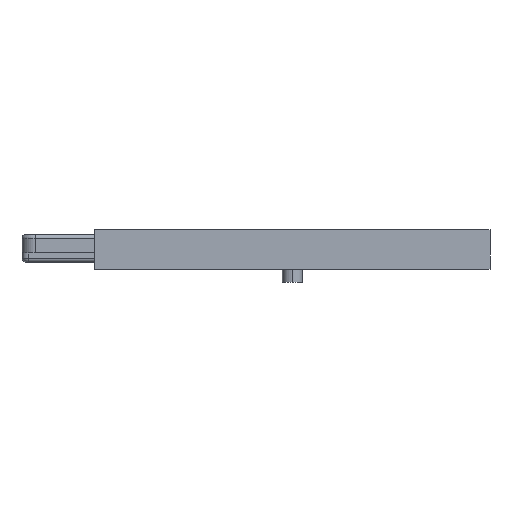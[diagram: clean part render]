
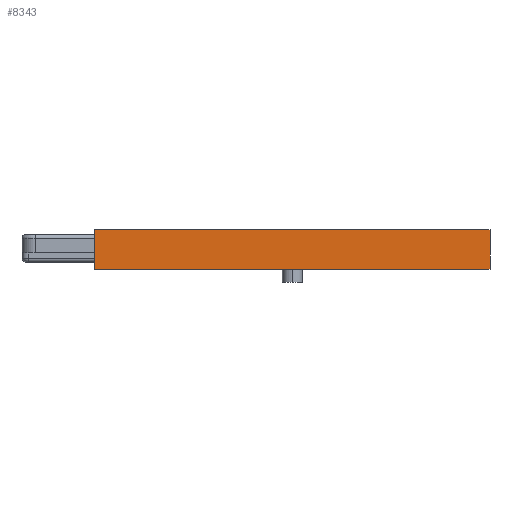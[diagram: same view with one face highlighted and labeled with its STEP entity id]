
A CAD part, left-side view. The second image highlights one B-rep face of the part: STEP entity #8343.
In plain terms, the highlighted planar face has unit normal (-1, 0, 0).
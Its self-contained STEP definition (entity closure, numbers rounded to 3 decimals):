
#943 = DIRECTION ( 'NONE',  ( 0., 0., -1. ) ) ;
#944 = VECTOR ( 'NONE', #943, 1000. ) ;
#945 = CARTESIAN_POINT ( 'NONE',  ( -24.86, 17.297, 7.012 ) ) ;
#946 = LINE ( 'NONE', #945, #944 ) ;
#947 = CARTESIAN_POINT ( 'NONE',  ( -24.86, 17.297, 7.012 ) ) ;
#948 = DIRECTION ( 'NONE',  ( 0., -1., 0. ) ) ;
#949 = VECTOR ( 'NONE', #948, 1000. ) ;
#950 = CARTESIAN_POINT ( 'NONE',  ( -24.86, -30.422, 7.012 ) ) ;
#951 = LINE ( 'NONE', #950, #949 ) ;
#966 = FACE_OUTER_BOUND ( 'NONE', #8344, .T. ) ;
#989 = CARTESIAN_POINT ( 'NONE',  ( -24.86, -12.703, 7.012 ) ) ;
#990 = DIRECTION ( 'NONE',  ( 0., 0., -1. ) ) ;
#991 = VECTOR ( 'NONE', #990, 1000. ) ;
#992 = CARTESIAN_POINT ( 'NONE',  ( -24.86, -12.703, 7.012 ) ) ;
#993 = LINE ( 'NONE', #992, #991 ) ;
#994 = CARTESIAN_POINT ( 'NONE',  ( -24.86, -12.703, 4.012 ) ) ;
#995 = CARTESIAN_POINT ( 'NONE',  ( -24.86, 17.297, 4.012 ) ) ;
#996 = DIRECTION ( 'NONE',  ( 0., -1., 0. ) ) ;
#997 = VECTOR ( 'NONE', #996, 1000. ) ;
#998 = CARTESIAN_POINT ( 'NONE',  ( -24.86, -30.422, 4.012 ) ) ;
#999 = DIRECTION ( 'NONE',  ( 0., 1., 0. ) ) ;
#1000 = DIRECTION ( 'NONE',  ( 1., 0., 0. ) ) ;
#1001 = CARTESIAN_POINT ( 'NONE',  ( -24.86, -30.422, 7.012 ) ) ;
#1002 = AXIS2_PLACEMENT_3D ( 'NONE', #1001, #1000, #999 ) ;
#1003 = LINE ( 'NONE', #998, #997 ) ;
#1004 = PLANE ( 'NONE',  #1002 ) ;
#8321 = EDGE_CURVE ( 'NONE', #8322, #8351, #951, .T. ) ;
#8322 = VERTEX_POINT ( 'NONE', #947 ) ;
#8323 = ORIENTED_EDGE ( 'NONE', *, *, #8324, .T. ) ;
#8324 = EDGE_CURVE ( 'NONE', #8322, #8347, #946, .T. ) ;
#8343 = ADVANCED_FACE ( 'NONE', ( #966 ), #1004, .F. ) ;
#8344 = EDGE_LOOP ( 'NONE', ( #8345, #8349, #8352, #8323 ) ) ;
#8345 = ORIENTED_EDGE ( 'NONE', *, *, #8346, .T. ) ;
#8346 = EDGE_CURVE ( 'NONE', #8347, #8348, #1003, .T. ) ;
#8347 = VERTEX_POINT ( 'NONE', #995 ) ;
#8348 = VERTEX_POINT ( 'NONE', #994 ) ;
#8349 = ORIENTED_EDGE ( 'NONE', *, *, #8350, .F. ) ;
#8350 = EDGE_CURVE ( 'NONE', #8351, #8348, #993, .T. ) ;
#8351 = VERTEX_POINT ( 'NONE', #989 ) ;
#8352 = ORIENTED_EDGE ( 'NONE', *, *, #8321, .F. ) ;
